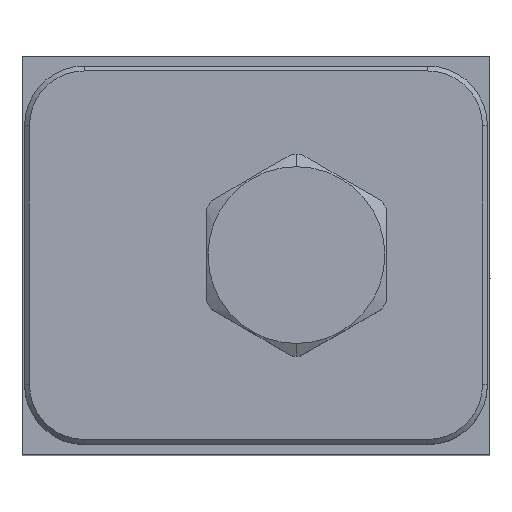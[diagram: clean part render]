
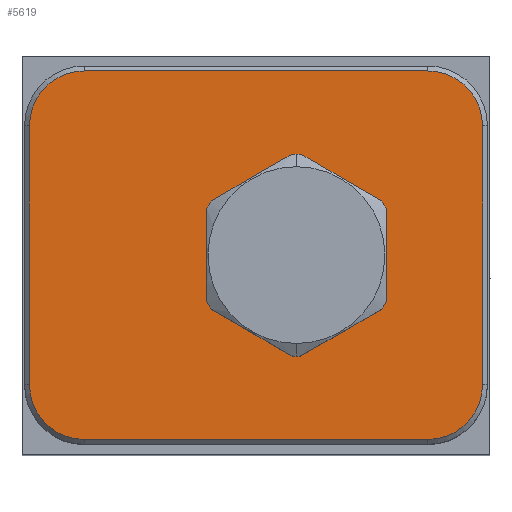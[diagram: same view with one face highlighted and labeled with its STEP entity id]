
A CAD part, top view. The second image highlights one B-rep face of the part: STEP entity #5619.
In plain terms, the highlighted planar face has unit normal (0, 0, 1).
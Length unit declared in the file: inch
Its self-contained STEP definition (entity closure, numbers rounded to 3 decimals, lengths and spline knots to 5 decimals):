
#2527=CARTESIAN_POINT('',(1.723,-1.25,5.5));
#2528=DIRECTION('',(0.,0.,-1.));
#2529=DIRECTION('',(-1.,0.,0.));
#2530=AXIS2_PLACEMENT_3D('',#2527,#2528,#2529);
#2532=CARTESIAN_POINT('',(1.723,-1.25,5.5));
#2533=DIRECTION('',(0.,0.,-1.));
#2534=DIRECTION('',(1.,0.,0.));
#2535=AXIS2_PLACEMENT_3D('',#2532,#2533,#2534);
#2537=CARTESIAN_POINT('',(2.547,-2.062,5.5));
#2538=DIRECTION('',(0.,0.,-1.));
#2539=DIRECTION('',(1.,0.,0.));
#2540=AXIS2_PLACEMENT_3D('',#2537,#2538,#2539);
#2551=DIRECTION('',(0.,-1.,0.));
#2552=VECTOR('',#2551,1.625);
#2553=CARTESIAN_POINT('',(2.891,-0.437,5.5));
#2554=LINE('',#2553,#2552);
#2563=CARTESIAN_POINT('',(2.547,-0.437,5.5));
#2564=DIRECTION('',(0.,0.,-1.));
#2565=DIRECTION('',(0.,1.,0.));
#2566=AXIS2_PLACEMENT_3D('',#2563,#2564,#2565);
#2577=DIRECTION('',(1.,0.,0.));
#2578=VECTOR('',#2577,2.156);
#2579=CARTESIAN_POINT('',(0.391,-0.093,5.5));
#2580=LINE('',#2579,#2578);
#2589=CARTESIAN_POINT('',(0.391,-0.437,5.5));
#2590=DIRECTION('',(0.,0.,-1.));
#2591=DIRECTION('',(-1.,0.,0.));
#2592=AXIS2_PLACEMENT_3D('',#2589,#2590,#2591);
#2603=DIRECTION('',(0.,1.,0.));
#2604=VECTOR('',#2603,1.625);
#2605=CARTESIAN_POINT('',(0.047,-2.062,5.5));
#2606=LINE('',#2605,#2604);
#2611=CARTESIAN_POINT('',(0.391,-2.062,5.5));
#2612=DIRECTION('',(0.,0.,-1.));
#2613=DIRECTION('',(0.,-1.,0.));
#2614=AXIS2_PLACEMENT_3D('',#2611,#2612,#2613);
#2629=DIRECTION('',(-1.,0.,0.));
#2630=VECTOR('',#2629,2.156);
#2631=CARTESIAN_POINT('',(2.547,-2.406,5.5));
#2632=LINE('',#2631,#2630);
#4234=CARTESIAN_POINT('',(1.183,-1.25,5.5));
#4235=CARTESIAN_POINT('',(2.263,-1.25,5.5));
#4236=VERTEX_POINT('',#4234);
#4237=VERTEX_POINT('',#4235);
#4276=CARTESIAN_POINT('',(0.047,-2.062,5.5));
#4277=CARTESIAN_POINT('',(0.047,-0.437,5.5));
#4278=VERTEX_POINT('',#4276);
#4279=VERTEX_POINT('',#4277);
#4284=CARTESIAN_POINT('',(0.391,-0.093,5.5));
#4285=VERTEX_POINT('',#4284);
#4288=CARTESIAN_POINT('',(2.547,-0.093,5.5));
#4289=VERTEX_POINT('',#4288);
#4292=CARTESIAN_POINT('',(2.891,-0.437,5.5));
#4293=VERTEX_POINT('',#4292);
#4296=CARTESIAN_POINT('',(2.891,-2.062,5.5));
#4297=VERTEX_POINT('',#4296);
#4300=CARTESIAN_POINT('',(2.547,-2.406,5.5));
#4301=VERTEX_POINT('',#4300);
#4304=CARTESIAN_POINT('',(0.391,-2.406,5.5));
#4305=VERTEX_POINT('',#4304);
#5591=CARTESIAN_POINT('',(0.,0.,5.5));
#5592=DIRECTION('',(0.,0.,1.));
#5593=DIRECTION('',(1.,0.,0.));
#5594=AXIS2_PLACEMENT_3D('',#5591,#5592,#5593);
#5595=PLANE('',#5594);
#5597=ORIENTED_EDGE('',*,*,#5596,.T.);
#5599=ORIENTED_EDGE('',*,*,#5598,.T.);
#5601=ORIENTED_EDGE('',*,*,#5600,.T.);
#5603=ORIENTED_EDGE('',*,*,#5602,.T.);
#5605=ORIENTED_EDGE('',*,*,#5604,.T.);
#5607=ORIENTED_EDGE('',*,*,#5606,.T.);
#5609=ORIENTED_EDGE('',*,*,#5608,.T.);
#5611=ORIENTED_EDGE('',*,*,#5610,.T.);
#5612=EDGE_LOOP('',(#5597,#5599,#5601,#5603,#5605,#5607,#5609,#5611));
#5613=FACE_OUTER_BOUND('',#5612,.F.);
#5615=ORIENTED_EDGE('',*,*,#5614,.F.);
#5616=ORIENTED_EDGE('',*,*,#5581,.F.);
#5617=EDGE_LOOP('',(#5615,#5616));
#5618=FACE_BOUND('',#5617,.F.);
#5619=ADVANCED_FACE('',(#5613,#5618),#5595,.T.);
#2531=CIRCLE('',#2530,0.54);
#2536=CIRCLE('',#2535,0.54);
#2541=CIRCLE('',#2540,0.344);
#2567=CIRCLE('',#2566,0.344);
#2593=CIRCLE('',#2592,0.344);
#2615=CIRCLE('',#2614,0.344);
#5581=EDGE_CURVE('',#4237,#4236,#2536,.T.);
#5596=EDGE_CURVE('',#4297,#4301,#2541,.T.);
#5598=EDGE_CURVE('',#4301,#4305,#2632,.T.);
#5600=EDGE_CURVE('',#4305,#4278,#2615,.T.);
#5602=EDGE_CURVE('',#4278,#4279,#2606,.T.);
#5604=EDGE_CURVE('',#4279,#4285,#2593,.T.);
#5606=EDGE_CURVE('',#4285,#4289,#2580,.T.);
#5608=EDGE_CURVE('',#4289,#4293,#2567,.T.);
#5610=EDGE_CURVE('',#4293,#4297,#2554,.T.);
#5614=EDGE_CURVE('',#4236,#4237,#2531,.T.);
